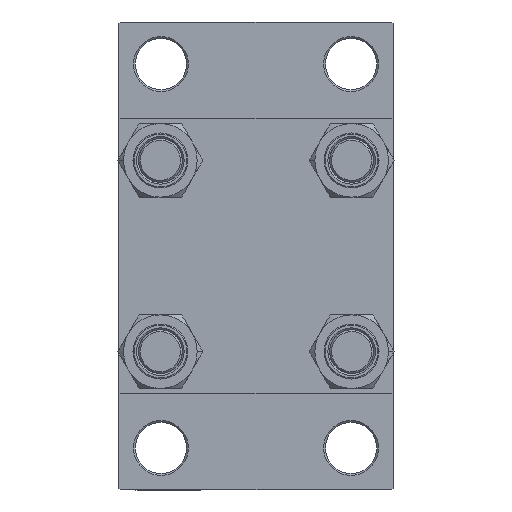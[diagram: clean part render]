
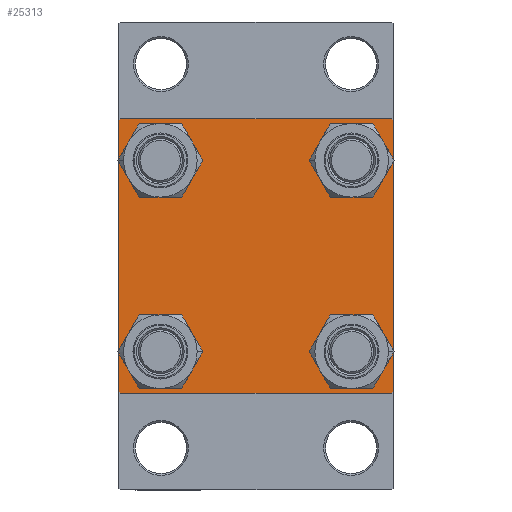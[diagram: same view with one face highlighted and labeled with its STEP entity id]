
A CAD part, left-side view. The second image highlights one B-rep face of the part: STEP entity #25313.
In plain terms, the highlighted planar face has unit normal (-1, 0, 0).
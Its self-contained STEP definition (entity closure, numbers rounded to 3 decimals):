
#243 = LINE ( 'NONE', #25321, #5051 ) ;
#248 = EDGE_CURVE ( 'NONE', #23889, #33664, #7863, .T. ) ;
#318 = DIRECTION ( 'NONE',  ( 0., 0., 1. ) ) ;
#356 = EDGE_CURVE ( 'NONE', #6128, #8642, #2642, .T. ) ;
#1174 = DIRECTION ( 'NONE',  ( 0., -0.707, -0.707 ) ) ;
#1227 = DIRECTION ( 'NONE',  ( 0., -1., 0. ) ) ;
#1395 = CIRCLE ( 'NONE', #47154, 6.5 ) ;
#1446 = CARTESIAN_POINT ( 'NONE',  ( 0., -37.25, -37.25 ) ) ;
#1800 = CARTESIAN_POINT ( 'NONE',  ( 0., 37.5, 37.5 ) ) ;
#1889 = CARTESIAN_POINT ( 'NONE',  ( 0., -26.15, -26.15 ) ) ;
#2581 = CARTESIAN_POINT ( 'NONE',  ( 0., 37.5, 37. ) ) ;
#2642 = CIRCLE ( 'NONE', #16363, 6.5 ) ;
#2644 = EDGE_CURVE ( 'NONE', #2779, #29654, #44637, .T. ) ;
#2779 = VERTEX_POINT ( 'NONE', #45268 ) ;
#3440 = DIRECTION ( 'NONE',  ( 1., 0., 0. ) ) ;
#3608 = DIRECTION ( 'NONE',  ( 0., -1., 0. ) ) ;
#3829 = DIRECTION ( 'NONE',  ( 0., 0., -1. ) ) ;
#3851 = ORIENTED_EDGE ( 'NONE', *, *, #11556, .T. ) ;
#5051 = VECTOR ( 'NONE', #3608, 1000. ) ;
#5545 = VERTEX_POINT ( 'NONE', #24882 ) ;
#5752 = CARTESIAN_POINT ( 'NONE',  ( 0., 37.5, -37.5 ) ) ;
#6128 = VERTEX_POINT ( 'NONE', #43142 ) ;
#6382 = CARTESIAN_POINT ( 'NONE',  ( 0., 37.5, -37. ) ) ;
#6418 = VERTEX_POINT ( 'NONE', #34220 ) ;
#7279 = DIRECTION ( 'NONE',  ( 0., 0., 1. ) ) ;
#7294 = VECTOR ( 'NONE', #1227, 1000. ) ;
#7863 = LINE ( 'NONE', #23356, #22449 ) ;
#7963 = CARTESIAN_POINT ( 'NONE',  ( 0., -26.15, -26.15 ) ) ;
#8084 = VERTEX_POINT ( 'NONE', #20897 ) ;
#8259 = CARTESIAN_POINT ( 'NONE',  ( 0., 37.25, 37.25 ) ) ;
#8334 = EDGE_CURVE ( 'NONE', #8084, #40367, #243, .T. ) ;
#8642 = VERTEX_POINT ( 'NONE', #10216 ) ;
#8844 = DIRECTION ( 'NONE',  ( 0., 0., 1. ) ) ;
#9130 = AXIS2_PLACEMENT_3D ( 'NONE', #7963, #22524, #7279 ) ;
#10035 = LINE ( 'NONE', #38931, #19177 ) ;
#10216 = CARTESIAN_POINT ( 'NONE',  ( 0., -26.15, -19.65 ) ) ;
#10622 = CIRCLE ( 'NONE', #18995, 6.5 ) ;
#11021 = CARTESIAN_POINT ( 'NONE',  ( 0., 26.15, 26.15 ) ) ;
#11277 = ORIENTED_EDGE ( 'NONE', *, *, #17119, .T. ) ;
#11556 = EDGE_CURVE ( 'NONE', #8084, #16588, #14724, .T. ) ;
#11860 = CARTESIAN_POINT ( 'NONE',  ( 0., 26.15, 19.65 ) ) ;
#12372 = CARTESIAN_POINT ( 'NONE',  ( 0., 26.15, 26.15 ) ) ;
#12533 = CARTESIAN_POINT ( 'NONE',  ( 0., 26.15, 32.65 ) ) ;
#12592 = CIRCLE ( 'NONE', #15628, 6.5 ) ;
#13549 = EDGE_CURVE ( 'NONE', #42368, #24393, #32700, .T. ) ;
#13640 = EDGE_CURVE ( 'NONE', #22093, #24187, #46385, .T. ) ;
#13662 = EDGE_LOOP ( 'NONE', ( #23621, #17514 ) ) ;
#14481 = FACE_BOUND ( 'NONE', #45276, .T. ) ;
#14724 = LINE ( 'NONE', #8259, #15066 ) ;
#15066 = VECTOR ( 'NONE', #25717, 1000. ) ;
#15628 = AXIS2_PLACEMENT_3D ( 'NONE', #26997, #41546, #8844 ) ;
#15637 = CARTESIAN_POINT ( 'NONE',  ( 0., -37., 37.5 ) ) ;
#16363 = AXIS2_PLACEMENT_3D ( 'NONE', #1889, #27191, #16911 ) ;
#16588 = VERTEX_POINT ( 'NONE', #2581 ) ;
#16911 = DIRECTION ( 'NONE',  ( 0., 0., 1. ) ) ;
#17119 = EDGE_CURVE ( 'NONE', #8642, #6128, #29707, .T. ) ;
#17127 = CARTESIAN_POINT ( 'NONE',  ( 0., 37., -37.5 ) ) ;
#17514 = ORIENTED_EDGE ( 'NONE', *, *, #13640, .T. ) ;
#17708 = DIRECTION ( 'NONE',  ( 0., 0., -1. ) ) ;
#18147 = EDGE_LOOP ( 'NONE', ( #25550, #25383 ) ) ;
#18150 = CARTESIAN_POINT ( 'NONE',  ( 0., -37.5, 37.5 ) ) ;
#18633 = EDGE_CURVE ( 'NONE', #42368, #40367, #10035, .T. ) ;
#18733 = CIRCLE ( 'NONE', #42350, 6.5 ) ;
#18995 = AXIS2_PLACEMENT_3D ( 'NONE', #28161, #31968, #45830 ) ;
#19177 = VECTOR ( 'NONE', #32004, 1000. ) ;
#19542 = DIRECTION ( 'NONE',  ( 0., 0., 1. ) ) ;
#20897 = CARTESIAN_POINT ( 'NONE',  ( 0., 37., 37.5 ) ) ;
#22093 = VERTEX_POINT ( 'NONE', #11860 ) ;
#22152 = ORIENTED_EDGE ( 'NONE', *, *, #2644, .T. ) ;
#22230 = DIRECTION ( 'NONE',  ( 0., 0., 1. ) ) ;
#22268 = VECTOR ( 'NONE', #26743, 1000. ) ;
#22280 = CARTESIAN_POINT ( 'NONE',  ( 0., -37.5, -37. ) ) ;
#22449 = VECTOR ( 'NONE', #1174, 1000. ) ;
#22524 = DIRECTION ( 'NONE',  ( 1., 0., 0. ) ) ;
#22645 = ORIENTED_EDGE ( 'NONE', *, *, #40560, .T. ) ;
#22724 = EDGE_CURVE ( 'NONE', #6418, #24393, #30314, .T. ) ;
#23114 = DIRECTION ( 'NONE',  ( 1., 0., 0. ) ) ;
#23285 = EDGE_LOOP ( 'NONE', ( #11277, #27581 ) ) ;
#23356 = CARTESIAN_POINT ( 'NONE',  ( 0., 37.25, -37.25 ) ) ;
#23505 = AXIS2_PLACEMENT_3D ( 'NONE', #12372, #23114, #19542 ) ;
#23621 = ORIENTED_EDGE ( 'NONE', *, *, #31361, .T. ) ;
#23889 = VERTEX_POINT ( 'NONE', #6382 ) ;
#24187 = VERTEX_POINT ( 'NONE', #12533 ) ;
#24393 = VERTEX_POINT ( 'NONE', #22280 ) ;
#24409 = LINE ( 'NONE', #1800, #43553 ) ;
#24882 = CARTESIAN_POINT ( 'NONE',  ( 0., -26.15, 19.65 ) ) ;
#25262 = DIRECTION ( 'NONE',  ( 1., 0., 0. ) ) ;
#25313 = ADVANCED_FACE ( 'NONE', ( #32849, #36207, #14481, #36902, #40257 ), #32147, .T. ) ;
#25321 = CARTESIAN_POINT ( 'NONE',  ( 0., 37.5, 37.5 ) ) ;
#25383 = ORIENTED_EDGE ( 'NONE', *, *, #30618, .T. ) ;
#25550 = ORIENTED_EDGE ( 'NONE', *, *, #43688, .T. ) ;
#25717 = DIRECTION ( 'NONE',  ( 0., 0.707, -0.707 ) ) ;
#25976 = CARTESIAN_POINT ( 'NONE',  ( 0., 26.15, -26.15 ) ) ;
#26743 = DIRECTION ( 'NONE',  ( 0., -0.707, 0.707 ) ) ;
#26997 = CARTESIAN_POINT ( 'NONE',  ( 0., -26.15, 26.15 ) ) ;
#27191 = DIRECTION ( 'NONE',  ( 1., 0., 0. ) ) ;
#27581 = ORIENTED_EDGE ( 'NONE', *, *, #356, .T. ) ;
#27889 = ORIENTED_EDGE ( 'NONE', *, *, #248, .T. ) ;
#28161 = CARTESIAN_POINT ( 'NONE',  ( 0., -26.15, 26.15 ) ) ;
#28840 = DIRECTION ( 'NONE',  ( 0., 0., 1. ) ) ;
#29034 = DIRECTION ( 'NONE',  ( -1., 0., 0. ) ) ;
#29197 = ORIENTED_EDGE ( 'NONE', *, *, #44960, .T. ) ;
#29210 = ORIENTED_EDGE ( 'NONE', *, *, #22724, .T. ) ;
#29654 = VERTEX_POINT ( 'NONE', #47183 ) ;
#29707 = CIRCLE ( 'NONE', #9130, 6.5 ) ;
#30314 = LINE ( 'NONE', #1446, #22268 ) ;
#30618 = EDGE_CURVE ( 'NONE', #5545, #32611, #12592, .T. ) ;
#31361 = EDGE_CURVE ( 'NONE', #24187, #22093, #18733, .T. ) ;
#31498 = EDGE_CURVE ( 'NONE', #33664, #6418, #38452, .T. ) ;
#31845 = EDGE_LOOP ( 'NONE', ( #29197, #27889, #42059, #29210, #45243, #43302, #41066, #3851 ) ) ;
#31968 = DIRECTION ( 'NONE',  ( 1., 0., 0. ) ) ;
#32004 = DIRECTION ( 'NONE',  ( 0., 0.707, 0.707 ) ) ;
#32147 = PLANE ( 'NONE',  #42153 ) ;
#32611 = VERTEX_POINT ( 'NONE', #43680 ) ;
#32700 = LINE ( 'NONE', #18150, #47159 ) ;
#32849 = FACE_BOUND ( 'NONE', #18147, .T. ) ;
#33664 = VERTEX_POINT ( 'NONE', #17127 ) ;
#34220 = CARTESIAN_POINT ( 'NONE',  ( 0., -37., -37.5 ) ) ;
#36207 = FACE_BOUND ( 'NONE', #23285, .T. ) ;
#36902 = FACE_BOUND ( 'NONE', #13662, .T. ) ;
#38452 = LINE ( 'NONE', #5752, #7294 ) ;
#38621 = CARTESIAN_POINT ( 'NONE',  ( 0., -37.5, 37. ) ) ;
#38931 = CARTESIAN_POINT ( 'NONE',  ( 0., -37.25, 37.25 ) ) ;
#39558 = DIRECTION ( 'NONE',  ( 0., 0., 1. ) ) ;
#39952 = CARTESIAN_POINT ( 'NONE',  ( 0., 26.15, -26.15 ) ) ;
#40051 = AXIS2_PLACEMENT_3D ( 'NONE', #25976, #25262, #28840 ) ;
#40159 = DIRECTION ( 'NONE',  ( 1., 0., 0. ) ) ;
#40257 = FACE_OUTER_BOUND ( 'NONE', #31845, .T. ) ;
#40367 = VERTEX_POINT ( 'NONE', #15637 ) ;
#40560 = EDGE_CURVE ( 'NONE', #29654, #2779, #1395, .T. ) ;
#41066 = ORIENTED_EDGE ( 'NONE', *, *, #8334, .F. ) ;
#41546 = DIRECTION ( 'NONE',  ( 1., 0., 0. ) ) ;
#42059 = ORIENTED_EDGE ( 'NONE', *, *, #31498, .T. ) ;
#42153 = AXIS2_PLACEMENT_3D ( 'NONE', #46709, #29034, #39558 ) ;
#42350 = AXIS2_PLACEMENT_3D ( 'NONE', #11021, #40159, #22230 ) ;
#42368 = VERTEX_POINT ( 'NONE', #38621 ) ;
#43142 = CARTESIAN_POINT ( 'NONE',  ( 0., -26.15, -32.65 ) ) ;
#43302 = ORIENTED_EDGE ( 'NONE', *, *, #18633, .T. ) ;
#43553 = VECTOR ( 'NONE', #17708, 1000. ) ;
#43680 = CARTESIAN_POINT ( 'NONE',  ( 0., -26.15, 32.65 ) ) ;
#43688 = EDGE_CURVE ( 'NONE', #32611, #5545, #10622, .T. ) ;
#44637 = CIRCLE ( 'NONE', #40051, 6.5 ) ;
#44960 = EDGE_CURVE ( 'NONE', #16588, #23889, #24409, .T. ) ;
#45243 = ORIENTED_EDGE ( 'NONE', *, *, #13549, .F. ) ;
#45268 = CARTESIAN_POINT ( 'NONE',  ( 0., 26.15, -19.65 ) ) ;
#45276 = EDGE_LOOP ( 'NONE', ( #22152, #22645 ) ) ;
#45830 = DIRECTION ( 'NONE',  ( 0., 0., 1. ) ) ;
#46385 = CIRCLE ( 'NONE', #23505, 6.5 ) ;
#46709 = CARTESIAN_POINT ( 'NONE',  ( 0., 0., 0. ) ) ;
#47154 = AXIS2_PLACEMENT_3D ( 'NONE', #39952, #3440, #318 ) ;
#47159 = VECTOR ( 'NONE', #3829, 1000. ) ;
#47183 = CARTESIAN_POINT ( 'NONE',  ( 0., 26.15, -32.65 ) ) ;
